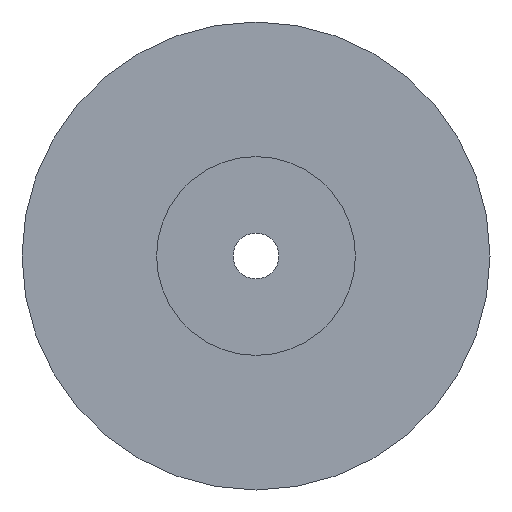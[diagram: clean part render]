
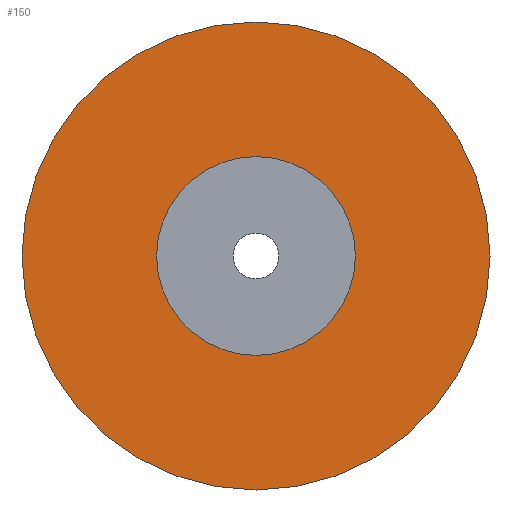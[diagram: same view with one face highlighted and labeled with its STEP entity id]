
A CAD part, front view. The second image highlights one B-rep face of the part: STEP entity #150.
In plain terms, the highlighted planar face has unit normal (0, -1, 0).
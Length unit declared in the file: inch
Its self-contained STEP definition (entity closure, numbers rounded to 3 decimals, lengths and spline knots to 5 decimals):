
#1=CARTESIAN_POINT('',(0.,0.,0.));
#2=DIRECTION('',(0.,1.,0.));
#3=DIRECTION('',(0.,0.,-1.));
#4=AXIS2_PLACEMENT_3D('',#1,#2,#3);
#6=CARTESIAN_POINT('',(0.,0.,0.));
#7=DIRECTION('',(0.,1.,0.));
#8=DIRECTION('',(0.,0.,1.));
#9=AXIS2_PLACEMENT_3D('',#6,#7,#8);
#15=CARTESIAN_POINT('',(0.,0.,0.));
#16=DIRECTION('',(0.,-1.,0.));
#17=DIRECTION('',(0.,0.,-1.));
#18=AXIS2_PLACEMENT_3D('',#15,#16,#17);
#24=CARTESIAN_POINT('',(0.,0.,0.));
#25=DIRECTION('',(0.,1.,0.));
#26=DIRECTION('',(0.,0.,-1.));
#27=AXIS2_PLACEMENT_3D('',#24,#25,#26);
#105=CARTESIAN_POINT('',(0.,0.,-1.01969));
#107=VERTEX_POINT('',#105);
#111=CARTESIAN_POINT('',(0.,0.,1.01969));
#113=VERTEX_POINT('',#111);
#121=CARTESIAN_POINT('',(0.,0.,-0.43307));
#122=CARTESIAN_POINT('',(0.,0.,0.43307));
#123=VERTEX_POINT('',#121);
#124=VERTEX_POINT('',#122);
#133=CARTESIAN_POINT('',(0.,0.,0.));
#134=DIRECTION('',(0.,1.,0.));
#135=DIRECTION('',(0.,0.,-1.));
#136=AXIS2_PLACEMENT_3D('',#133,#134,#135);
#137=PLANE('',#136);
#139=ORIENTED_EDGE('',*,*,#138,.F.);
#141=ORIENTED_EDGE('',*,*,#140,.T.);
#142=EDGE_LOOP('',(#139,#141));
#143=FACE_OUTER_BOUND('',#142,.F.);
#145=ORIENTED_EDGE('',*,*,#144,.F.);
#147=ORIENTED_EDGE('',*,*,#146,.F.);
#148=EDGE_LOOP('',(#145,#147));
#149=FACE_BOUND('',#148,.F.);
#150=ADVANCED_FACE('',(#143,#149),#137,.F.);
#5=CIRCLE('',#4,0.43307);
#10=CIRCLE('',#9,0.43307);
#19=CIRCLE('',#18,1.01969);
#28=CIRCLE('',#27,1.01969);
#138=EDGE_CURVE('',#107,#113,#19,.T.);
#140=EDGE_CURVE('',#107,#113,#28,.T.);
#144=EDGE_CURVE('',#123,#124,#5,.T.);
#146=EDGE_CURVE('',#124,#123,#10,.T.);
